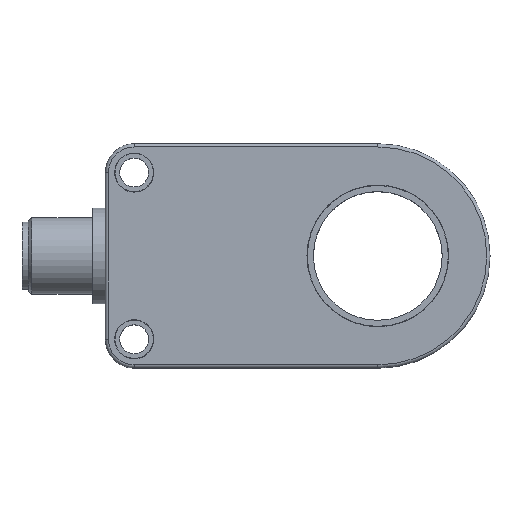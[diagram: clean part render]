
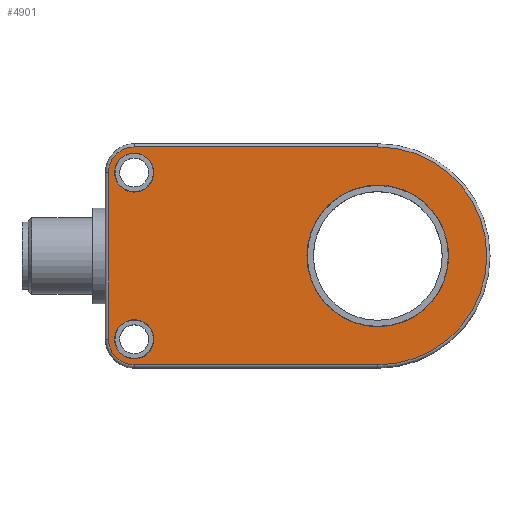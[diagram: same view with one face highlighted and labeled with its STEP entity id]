
A CAD part, top view. The second image highlights one B-rep face of the part: STEP entity #4901.
In plain terms, the highlighted planar face has unit normal (0, 0, 1).
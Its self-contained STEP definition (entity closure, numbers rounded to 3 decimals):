
#93=LINE('',#7808,#392);
#95=LINE('',#7820,#394);
#97=LINE('',#7829,#396);
#392=VECTOR('',#6111,38.);
#394=VECTOR('',#6125,26.);
#396=VECTOR('',#6137,38.);
#873=FACE_BOUND('',#1364,.T.);
#874=FACE_BOUND('',#1365,.T.);
#875=FACE_BOUND('',#1366,.T.);
#1019=FACE_OUTER_BOUND('',#1363,.T.);
#1363=EDGE_LOOP('',(#3313,#3314,#3315,#3316,#3317,#3318));
#1364=EDGE_LOOP('',(#3319));
#1365=EDGE_LOOP('',(#3320));
#1366=EDGE_LOOP('',(#3321));
#1713=CIRCLE('',#5282,17.);
#1716=CIRCLE('',#5287,4.);
#1720=CIRCLE('',#5293,4.);
#1724=CIRCLE('',#5302,11.05);
#1725=CIRCLE('',#5303,3.05);
#1726=CIRCLE('',#5304,3.05);
#2056=VERTEX_POINT('',#7796);
#2059=VERTEX_POINT('',#7801);
#2061=VERTEX_POINT('',#7806);
#2063=VERTEX_POINT('',#7812);
#2065=VERTEX_POINT('',#7818);
#2067=VERTEX_POINT('',#7824);
#2074=VERTEX_POINT('',#7850);
#2075=VERTEX_POINT('',#7852);
#2076=VERTEX_POINT('',#7854);
#2526=EDGE_CURVE('',#2059,#2056,#1713,.T.);
#2528=EDGE_CURVE('',#2061,#2059,#93,.T.);
#2531=EDGE_CURVE('',#2063,#2061,#1716,.T.);
#2534=EDGE_CURVE('',#2065,#2063,#95,.T.);
#2537=EDGE_CURVE('',#2067,#2065,#1720,.T.);
#2539=EDGE_CURVE('',#2056,#2067,#97,.T.);
#2550=EDGE_CURVE('',#2074,#2074,#1724,.T.);
#2551=EDGE_CURVE('',#2075,#2075,#1725,.T.);
#2552=EDGE_CURVE('',#2076,#2076,#1726,.T.);
#3313=ORIENTED_EDGE('',*,*,#2526,.F.);
#3314=ORIENTED_EDGE('',*,*,#2528,.F.);
#3315=ORIENTED_EDGE('',*,*,#2531,.F.);
#3316=ORIENTED_EDGE('',*,*,#2534,.F.);
#3317=ORIENTED_EDGE('',*,*,#2537,.F.);
#3318=ORIENTED_EDGE('',*,*,#2539,.F.);
#3319=ORIENTED_EDGE('',*,*,#2550,.F.);
#3320=ORIENTED_EDGE('',*,*,#2551,.T.);
#3321=ORIENTED_EDGE('',*,*,#2552,.T.);
#4422=PLANE('',#5301);
#4901=ADVANCED_FACE('',(#1019,#873,#874,#875),#4422,.T.);
#5282=AXIS2_PLACEMENT_3D('',#7803,#6105,#6106);
#5287=AXIS2_PLACEMENT_3D('',#7814,#6117,#6118);
#5293=AXIS2_PLACEMENT_3D('',#7826,#6131,#6132);
#5301=AXIS2_PLACEMENT_3D('',#7849,#6156,#6157);
#5302=AXIS2_PLACEMENT_3D('',#7851,#6158,#6159);
#5303=AXIS2_PLACEMENT_3D('',#7853,#6160,#6161);
#5304=AXIS2_PLACEMENT_3D('',#7855,#6162,#6163);
#6105=DIRECTION('center_axis',(0.,0.,-1.));
#6106=DIRECTION('ref_axis',(1.,0.,0.));
#6111=DIRECTION('',(1.,0.,0.));
#6117=DIRECTION('center_axis',(0.,0.,-1.));
#6118=DIRECTION('ref_axis',(-0.707,0.707,0.));
#6125=DIRECTION('',(0.,1.,0.));
#6131=DIRECTION('center_axis',(0.,0.,-1.));
#6132=DIRECTION('ref_axis',(-0.707,-0.707,0.));
#6137=DIRECTION('',(-1.,0.,0.));
#6156=DIRECTION('center_axis',(0.,0.,1.));
#6157=DIRECTION('ref_axis',(1.,0.,0.));
#6158=DIRECTION('center_axis',(0.,0.,1.));
#6159=DIRECTION('ref_axis',(1.,0.,0.));
#6160=DIRECTION('center_axis',(0.,0.,-1.));
#6161=DIRECTION('ref_axis',(-1.,0.,0.));
#6162=DIRECTION('center_axis',(0.,0.,-1.));
#6163=DIRECTION('ref_axis',(-1.,0.,0.));
#7796=CARTESIAN_POINT('',(42.5,0.5,20.));
#7801=CARTESIAN_POINT('',(42.5,34.5,20.));
#7803=CARTESIAN_POINT('Origin',(42.5,17.5,20.));
#7806=CARTESIAN_POINT('',(4.5,34.5,20.));
#7808=CARTESIAN_POINT('',(33.71,34.5,20.));
#7812=CARTESIAN_POINT('',(0.5,30.5,20.));
#7814=CARTESIAN_POINT('Origin',(4.5,30.5,20.));
#7818=CARTESIAN_POINT('',(0.5,4.5,20.));
#7820=CARTESIAN_POINT('',(0.5,26.25,20.));
#7824=CARTESIAN_POINT('',(4.5,0.5,20.));
#7826=CARTESIAN_POINT('Origin',(4.5,4.5,20.));
#7829=CARTESIAN_POINT('',(12.46,0.5,20.));
#7849=CARTESIAN_POINT('Origin',(24.921,17.5,20.));
#7850=CARTESIAN_POINT('',(31.45,17.5,20.));
#7851=CARTESIAN_POINT('Origin',(42.5,17.5,20.));
#7852=CARTESIAN_POINT('',(7.55,4.5,20.));
#7853=CARTESIAN_POINT('Origin',(4.5,4.5,20.));
#7854=CARTESIAN_POINT('',(7.55,30.5,20.));
#7855=CARTESIAN_POINT('Origin',(4.5,30.5,20.));
